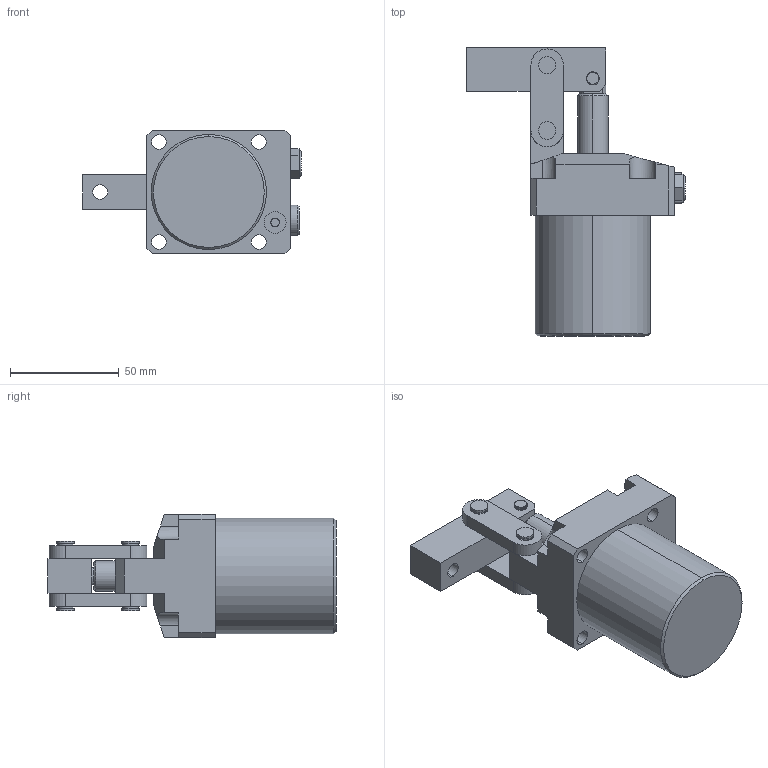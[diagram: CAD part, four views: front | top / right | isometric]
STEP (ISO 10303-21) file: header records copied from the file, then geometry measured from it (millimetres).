
FILE_DESCRIPTION (( 'STEP AP214' ), '1' );
FILE_NAME ('CCLT-06.STEP', '2020-11-26T11:47:12', ( 'PC' ), ( '' ), 'SwSTEP 2.0', 'SolidWorks 2016', '' );
FILE_SCHEMA (( 'AUTOMOTIVE_DESIGN' ));
Length unit declared in the file: millimetre
Products named in the file (6): 錨璃5酗种; 錨璃4傻种; 錨璃3揤族; 錨璃2蟀諉え; 錨璃1掛极; CCLT-06
Assembly tree (7 placements, depth 2):
  CCLT-06
    錨璃1掛极
    錨璃2蟀諉え  x2
    錨璃3揤族
    錨璃4傻种
    錨璃5酗种  x2
Bounding box: 100.5 x 132.5 x 57 mm (x, y, z)
Volume: 248770.8 mm3; surface area: 41037.9 mm2
Topology: 7 solids, 8 shells, 209 faces, 493 edges, 319 vertices
Faces by surface type: plane 107, cylinder 88, cone 12, torus 2
Entity records: 5790 total; most frequent: CARTESIAN_POINT 1102, DIRECTION 967, ORIENTED_EDGE 878, EDGE_CURVE 439, AXIS2_PLACEMENT_3D 352, VERTEX_POINT 283, LINE 263, VECTOR 263
